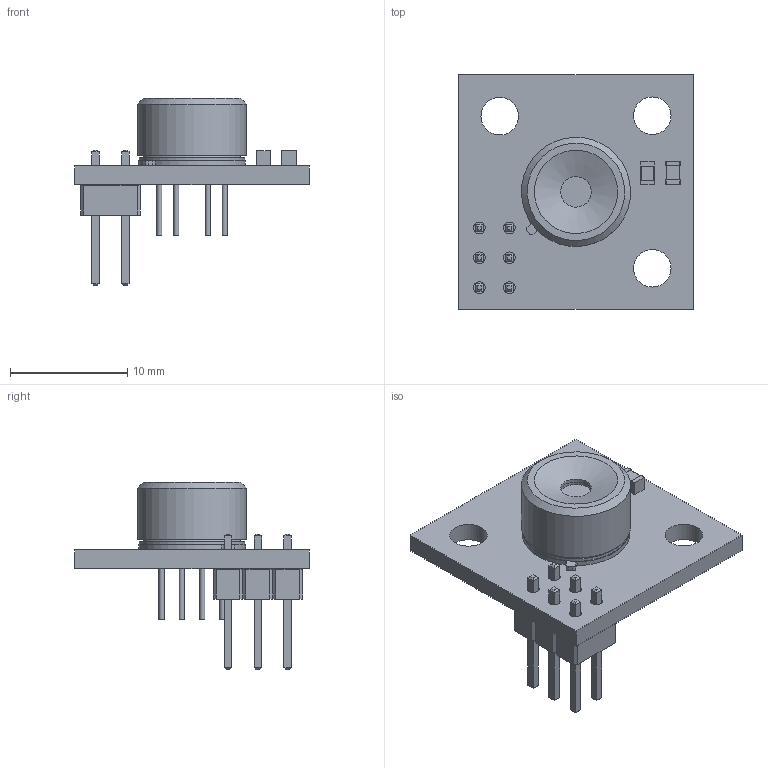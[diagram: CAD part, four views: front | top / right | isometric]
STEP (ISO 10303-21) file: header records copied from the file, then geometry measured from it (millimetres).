
FILE_DESCRIPTION(('KiCad electronic assembly'),'2;1');
FILE_NAME('FIR-sensor-addon.step','2019-02-26T15:05:49',('An Author'),( 'A Company'),'Open CASCADE STEP processor 6.9', 'KiCad to STEP converter','Unknown');
FILE_SCHEMA(('AUTOMOTIVE_DESIGN { 1 0 10303 214 1 1 1 1 }'));
Length unit declared in the file: millimetre
Products named in the file (8): Open CASCADE STEP translator 6.9 1; C_0805_2012Metric; SOLID; PinHeader_2x03_P2.54mm_Vertical; MLX90640_120__APERTURE_ANY_ASM; COMPOUND
Assembly tree (8 placements, depth 3):
  Open CASCADE STEP translator 6.9 1
    C_0805_2012Metric  x2
      SOLID
    PinHeader_2x03_P2.54mm_Vertical
      SOLID
    MLX90640_120__APERTURE_ANY_ASM
      COMPOUND
    COMPOUND
Bounding box: 20 x 20 x 15.94 mm (x, y, z)
Volume: 963.5 mm3; surface area: 2176.7 mm2
Topology: 15 solids, 15 shells, 286 faces, 653 edges, 419 vertices
Faces by surface type: plane 199, cylinder 69, torus 16, cone 2
Full cylindrical faces by diameter (mm): 0.45 x7, 0.7 x2, 0.762 x4, 1 x6, 1.12 x6, 2.6 x3, 3.2 x3, 4.4 x1, 4.9 x1, 6.15 x1, 7.7 x1, 8.02 x1, 8.2 x1, 8.29 x1, 9 x1, 9.3 x1
Entity records: 17800 total; most frequent: CARTESIAN_POINT 4552, DIRECTION 2260, LINE 1359, VECTOR 1359, ORIENTED_EDGE 1162, PCURVE 1162, DEFINITIONAL_REPRESENTATION 1162, EDGE_CURVE 581
